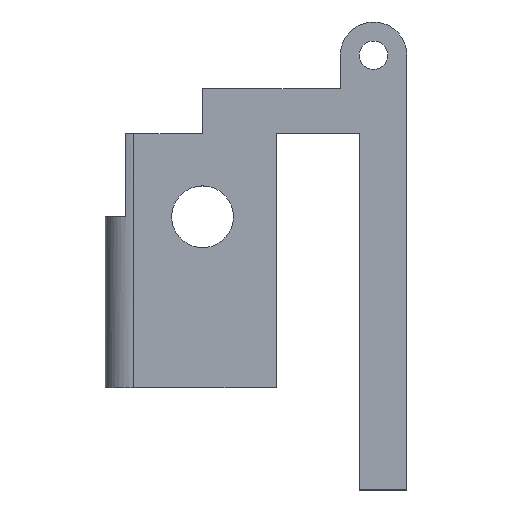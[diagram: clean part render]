
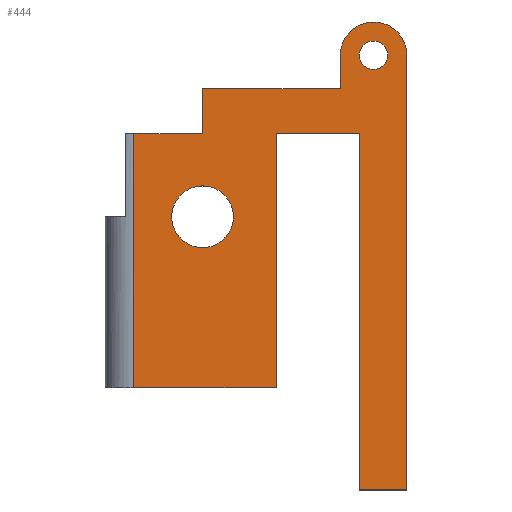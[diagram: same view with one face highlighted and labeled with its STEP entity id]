
A CAD part, top view. The second image highlights one B-rep face of the part: STEP entity #444.
In plain terms, the highlighted planar face has unit normal (0, 0, 1).
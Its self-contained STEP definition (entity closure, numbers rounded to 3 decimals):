
#20 = DIRECTION ( 'NONE',  ( -1., 0., 0. ) ) ;
#22 = CARTESIAN_POINT ( 'NONE',  ( 8.6, -11.5, 0. ) ) ;
#39 = EDGE_CURVE ( 'NONE', #698, #315, #617, .T. ) ;
#49 = DIRECTION ( 'NONE',  ( 0., -1., 0. ) ) ;
#52 = ORIENTED_EDGE ( 'NONE', *, *, #340, .F. ) ;
#59 = LINE ( 'NONE', #325, #270 ) ;
#60 = EDGE_CURVE ( 'NONE', #613, #637, #197, .T. ) ;
#61 = CARTESIAN_POINT ( 'NONE',  ( 3.1, 3.5, 0. ) ) ;
#65 = CARTESIAN_POINT ( 'NONE',  ( 5.8, 5.4, 0. ) ) ;
#66 = CARTESIAN_POINT ( 'NONE',  ( 7.2, 6.8, 0. ) ) ;
#70 = DIRECTION ( 'NONE',  ( 1., 0., 0. ) ) ;
#77 = EDGE_CURVE ( 'NONE', #386, #768, #376, .T. ) ;
#83 = CARTESIAN_POINT ( 'NONE',  ( 0., 5.4, 0. ) ) ;
#91 = PLANE ( 'NONE',  #551 ) ;
#94 = DIRECTION ( 'NONE',  ( 0., -1., 0. ) ) ;
#105 = FACE_OUTER_BOUND ( 'NONE', #546, .T. ) ;
#119 = CARTESIAN_POINT ( 'NONE',  ( -2.9, -7.2, 0. ) ) ;
#126 = VERTEX_POINT ( 'NONE', #770 ) ;
#129 = VECTOR ( 'NONE', #816, 1000. ) ;
#144 = ORIENTED_EDGE ( 'NONE', *, *, #648, .T. ) ;
#157 = AXIS2_PLACEMENT_3D ( 'NONE', #192, #462, #733 ) ;
#161 = DIRECTION ( 'NONE',  ( 1., 0., 0. ) ) ;
#171 = AXIS2_PLACEMENT_3D ( 'NONE', #307, #510, #579 ) ;
#181 = ORIENTED_EDGE ( 'NONE', *, *, #398, .T. ) ;
#191 = CARTESIAN_POINT ( 'NONE',  ( 6.6, -11.5, 0. ) ) ;
#192 = CARTESIAN_POINT ( 'NONE',  ( 0., 0., 0. ) ) ;
#197 = CIRCLE ( 'NONE', #171, 1.3 ) ;
#207 = EDGE_CURVE ( 'NONE', #628, #689, #631, .T. ) ;
#208 = ORIENTED_EDGE ( 'NONE', *, *, #815, .T. ) ;
#212 = CARTESIAN_POINT ( 'NONE',  ( 3.1, -7.2, 0. ) ) ;
#213 = ORIENTED_EDGE ( 'NONE', *, *, #471, .F. ) ;
#222 = AXIS2_PLACEMENT_3D ( 'NONE', #625, #642, #161 ) ;
#232 = FACE_BOUND ( 'NONE', #532, .T. ) ;
#237 = CIRCLE ( 'NONE', #382, 0.6 ) ;
#238 = VECTOR ( 'NONE', #575, 1000. ) ;
#239 = CARTESIAN_POINT ( 'NONE',  ( -1.3, 0., 0. ) ) ;
#241 = ORIENTED_EDGE ( 'NONE', *, *, #77, .T. ) ;
#243 = CARTESIAN_POINT ( 'NONE',  ( 1.3, 0., 0. ) ) ;
#259 = DIRECTION ( 'NONE',  ( 0., 0., 1. ) ) ;
#260 = ORIENTED_EDGE ( 'NONE', *, *, #39, .T. ) ;
#270 = VECTOR ( 'NONE', #864, 1000. ) ;
#282 = VECTOR ( 'NONE', #20, 1000. ) ;
#284 = LINE ( 'NONE', #293, #867 ) ;
#291 = CARTESIAN_POINT ( 'NONE',  ( -3.1, -7.2, 0. ) ) ;
#293 = CARTESIAN_POINT ( 'NONE',  ( 5.8, 5.4, 0. ) ) ;
#294 = DIRECTION ( 'NONE',  ( 0., 0., 1. ) ) ;
#307 = CARTESIAN_POINT ( 'NONE',  ( 0., 0., 0. ) ) ;
#308 = VERTEX_POINT ( 'NONE', #450 ) ;
#311 = ORIENTED_EDGE ( 'NONE', *, *, #207, .T. ) ;
#315 = VERTEX_POINT ( 'NONE', #797 ) ;
#319 = VERTEX_POINT ( 'NONE', #61 ) ;
#324 = VECTOR ( 'NONE', #612, 1000. ) ;
#325 = CARTESIAN_POINT ( 'NONE',  ( 6.6, -11.5, 0. ) ) ;
#336 = ORIENTED_EDGE ( 'NONE', *, *, #368, .T. ) ;
#337 = ORIENTED_EDGE ( 'NONE', *, *, #420, .F. ) ;
#338 = CARTESIAN_POINT ( 'NONE',  ( -2.9, 3.5, 0. ) ) ;
#340 = EDGE_CURVE ( 'NONE', #637, #613, #653, .T. ) ;
#368 = EDGE_CURVE ( 'NONE', #768, #628, #476, .T. ) ;
#376 = LINE ( 'NONE', #498, #238 ) ;
#382 = AXIS2_PLACEMENT_3D ( 'NONE', #66, #259, #70 ) ;
#386 = VERTEX_POINT ( 'NONE', #486 ) ;
#395 = EDGE_CURVE ( 'NONE', #873, #508, #480, .T. ) ;
#398 = EDGE_CURVE ( 'NONE', #689, #319, #825, .T. ) ;
#400 = ORIENTED_EDGE ( 'NONE', *, *, #395, .T. ) ;
#420 = EDGE_CURVE ( 'NONE', #771, #126, #237, .T. ) ;
#427 = CARTESIAN_POINT ( 'NONE',  ( 6.6, 3.5, 0. ) ) ;
#435 = FACE_BOUND ( 'NONE', #512, .T. ) ;
#444 = ADVANCED_FACE ( 'NONE', ( #232, #435, #105 ), #91, .T. ) ;
#450 = CARTESIAN_POINT ( 'NONE',  ( 5.8, 6.8, 0. ) ) ;
#462 = DIRECTION ( 'NONE',  ( 0., 0., 1. ) ) ;
#464 = VECTOR ( 'NONE', #674, 1000. ) ;
#467 = CARTESIAN_POINT ( 'NONE',  ( 8.6, 6.8, 0. ) ) ;
#470 = LINE ( 'NONE', #83, #700 ) ;
#471 = EDGE_CURVE ( 'NONE', #126, #771, #735, .T. ) ;
#476 = LINE ( 'NONE', #688, #324 ) ;
#480 = LINE ( 'NONE', #467, #464 ) ;
#486 = CARTESIAN_POINT ( 'NONE',  ( 0., 3.5, 0. ) ) ;
#490 = VERTEX_POINT ( 'NONE', #427 ) ;
#493 = DIRECTION ( 'NONE',  ( 1., 0., 0. ) ) ;
#498 = CARTESIAN_POINT ( 'NONE',  ( 0., 3.5, 0. ) ) ;
#508 = VERTEX_POINT ( 'NONE', #708 ) ;
#510 = DIRECTION ( 'NONE',  ( 0., 0., 1. ) ) ;
#512 = EDGE_LOOP ( 'NONE', ( #52, #826 ) ) ;
#514 = LINE ( 'NONE', #789, #841 ) ;
#528 = VECTOR ( 'NONE', #763, 1000. ) ;
#529 = CIRCLE ( 'NONE', #672, 1.4 ) ;
#532 = EDGE_LOOP ( 'NONE', ( #213, #337 ) ) ;
#546 = EDGE_LOOP ( 'NONE', ( #241, #336, #311, #181, #848, #727, #754, #400, #144, #761, #260, #208 ) ) ;
#551 = AXIS2_PLACEMENT_3D ( 'NONE', #690, #294, #493 ) ;
#563 = DIRECTION ( 'NONE',  ( 1., 0., 0. ) ) ;
#565 = EDGE_CURVE ( 'NONE', #490, #712, #514, .T. ) ;
#575 = DIRECTION ( 'NONE',  ( -1., 0., 0. ) ) ;
#579 = DIRECTION ( 'NONE',  ( 1., 0., 0. ) ) ;
#587 = DIRECTION ( 'NONE',  ( 1., 0., 0. ) ) ;
#596 = VECTOR ( 'NONE', #563, 1000. ) ;
#611 = CARTESIAN_POINT ( 'NONE',  ( 3.1, -7.2, 0. ) ) ;
#612 = DIRECTION ( 'NONE',  ( 0., -1., 0. ) ) ;
#613 = VERTEX_POINT ( 'NONE', #239 ) ;
#617 = LINE ( 'NONE', #706, #282 ) ;
#625 = CARTESIAN_POINT ( 'NONE',  ( 7.2, 6.8, 0. ) ) ;
#628 = VERTEX_POINT ( 'NONE', #119 ) ;
#631 = LINE ( 'NONE', #291, #596 ) ;
#634 = LINE ( 'NONE', #699, #528 ) ;
#637 = VERTEX_POINT ( 'NONE', #243 ) ;
#642 = DIRECTION ( 'NONE',  ( 0., 0., 1. ) ) ;
#648 = EDGE_CURVE ( 'NONE', #508, #308, #529, .T. ) ;
#653 = CIRCLE ( 'NONE', #157, 1.3 ) ;
#660 = DIRECTION ( 'NONE',  ( 0., 0., 1. ) ) ;
#672 = AXIS2_PLACEMENT_3D ( 'NONE', #792, #660, #587 ) ;
#673 = CARTESIAN_POINT ( 'NONE',  ( 6.6, 6.8, 0. ) ) ;
#674 = DIRECTION ( 'NONE',  ( 0., 1., 0. ) ) ;
#675 = EDGE_CURVE ( 'NONE', #712, #873, #59, .T. ) ;
#688 = CARTESIAN_POINT ( 'NONE',  ( -2.9, 6.8, 0. ) ) ;
#689 = VERTEX_POINT ( 'NONE', #611 ) ;
#690 = CARTESIAN_POINT ( 'NONE',  ( 7.2, 6.8, 0. ) ) ;
#698 = VERTEX_POINT ( 'NONE', #65 ) ;
#699 = CARTESIAN_POINT ( 'NONE',  ( 3.1, 3.5, 0. ) ) ;
#700 = VECTOR ( 'NONE', #814, 1000. ) ;
#706 = CARTESIAN_POINT ( 'NONE',  ( 0., 5.4, 0. ) ) ;
#708 = CARTESIAN_POINT ( 'NONE',  ( 8.6, 6.8, 0. ) ) ;
#712 = VERTEX_POINT ( 'NONE', #191 ) ;
#727 = ORIENTED_EDGE ( 'NONE', *, *, #565, .T. ) ;
#733 = DIRECTION ( 'NONE',  ( 1., 0., 0. ) ) ;
#735 = CIRCLE ( 'NONE', #222, 0.6 ) ;
#754 = ORIENTED_EDGE ( 'NONE', *, *, #675, .T. ) ;
#761 = ORIENTED_EDGE ( 'NONE', *, *, #843, .T. ) ;
#763 = DIRECTION ( 'NONE',  ( 1., 0., 0. ) ) ;
#768 = VERTEX_POINT ( 'NONE', #338 ) ;
#770 = CARTESIAN_POINT ( 'NONE',  ( 7.8, 6.8, 0. ) ) ;
#771 = VERTEX_POINT ( 'NONE', #673 ) ;
#789 = CARTESIAN_POINT ( 'NONE',  ( 6.6, 3.5, 0. ) ) ;
#792 = CARTESIAN_POINT ( 'NONE',  ( 7.2, 6.8, 0. ) ) ;
#797 = CARTESIAN_POINT ( 'NONE',  ( 0., 5.4, 0. ) ) ;
#814 = DIRECTION ( 'NONE',  ( 0., -1., 0. ) ) ;
#815 = EDGE_CURVE ( 'NONE', #315, #386, #470, .T. ) ;
#816 = DIRECTION ( 'NONE',  ( 0., 1., 0. ) ) ;
#825 = LINE ( 'NONE', #212, #129 ) ;
#826 = ORIENTED_EDGE ( 'NONE', *, *, #60, .F. ) ;
#841 = VECTOR ( 'NONE', #49, 1000. ) ;
#843 = EDGE_CURVE ( 'NONE', #308, #698, #284, .T. ) ;
#848 = ORIENTED_EDGE ( 'NONE', *, *, #854, .T. ) ;
#854 = EDGE_CURVE ( 'NONE', #319, #490, #634, .T. ) ;
#864 = DIRECTION ( 'NONE',  ( 1., 0., 0. ) ) ;
#867 = VECTOR ( 'NONE', #94, 1000. ) ;
#873 = VERTEX_POINT ( 'NONE', #22 ) ;
